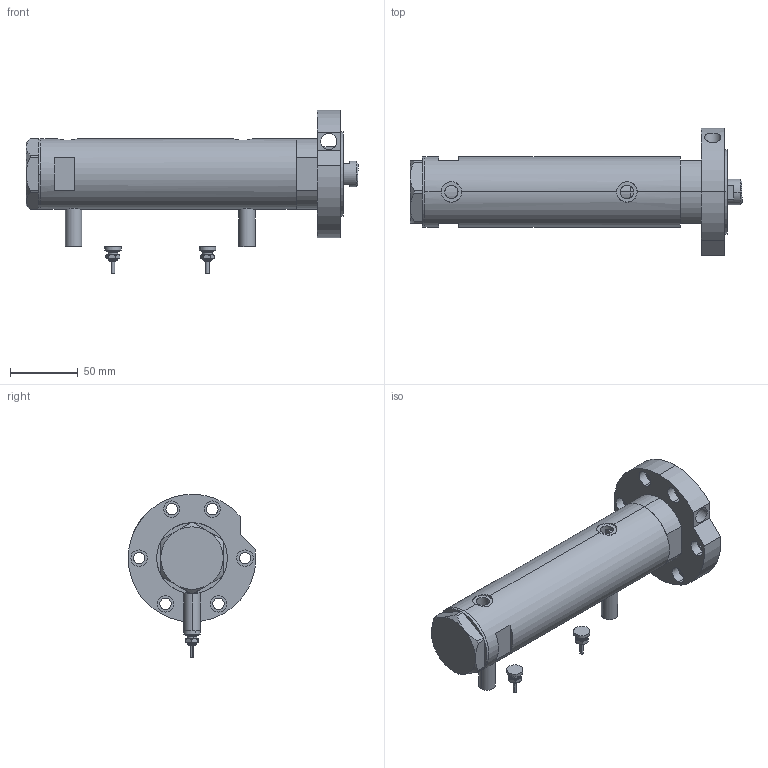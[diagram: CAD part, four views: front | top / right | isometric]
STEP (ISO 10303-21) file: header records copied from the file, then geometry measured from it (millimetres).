
FILE_DESCRIPTION (( 'STEP AP203' ), '1' );
FILE_NAME ('c8f8.STEP', '2024-02-11T20:37:11', ( '' ), ( '' ), 'SwSTEP 2.0', 'SolidWorks 2019', '' );
FILE_SCHEMA (( 'CONFIG_CONTROL_DESIGN' ));
Length unit declared in the file: millimetre
Products named in the file (7): V270CG_BACK 6934239e20001301ef90c1c07761313c; V270CG_RF211E 6934239e20001301ef90c1c07761313c; V270CG_MIDDLE 6934239e20001301ef90c1c07761313c; c8f8; V270CG_VC 6934239e20001301ef90c1c07761313c; Switch 6934239e20001301ef90c1c07761313c; V270CG_FRONT 6934239e20001301ef90c1c07761313c
Assembly tree (7 placements, depth 2):
  c8f8
    V270CG_MIDDLE 6934239e20001301ef90c1c07761313c
    V270CG_BACK 6934239e20001301ef90c1c07761313c
    V270CG_FRONT 6934239e20001301ef90c1c07761313c
    V270CG_VC 6934239e20001301ef90c1c07761313c
    V270CG_RF211E 6934239e20001301ef90c1c07761313c
    Switch 6934239e20001301ef90c1c07761313c  x2
Bounding box: 244.4 x 93.96 x 120.4 mm (x, y, z)
Volume: 532497.3 mm3; surface area: 123392.3 mm2
Topology: 7 solids, 7 shells, 270 faces, 603 edges, 371 vertices
Faces by surface type: plane 104, cylinder 102, cone 40, torus 24
Entity records: 7927 total; most frequent: CARTESIAN_POINT 2003, DIRECTION 1159, ORIENTED_EDGE 1014, EDGE_CURVE 507, AXIS2_PLACEMENT_3D 486, VERTEX_POINT 315, EDGE_LOOP 270, CIRCLE 252
